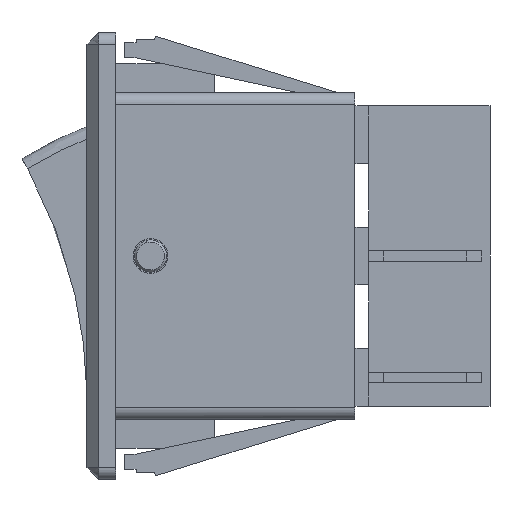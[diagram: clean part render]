
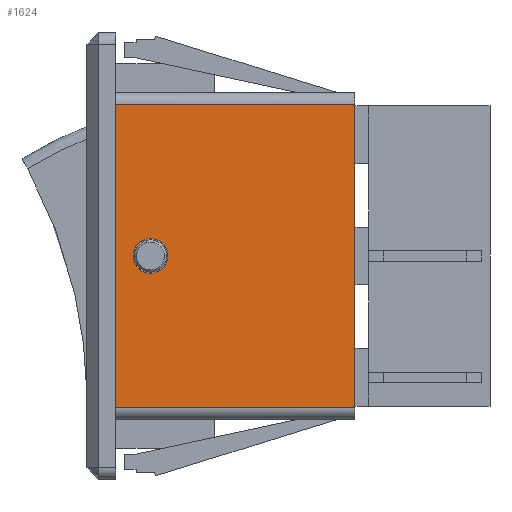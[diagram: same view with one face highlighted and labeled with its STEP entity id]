
A CAD part, left-side view. The second image highlights one B-rep face of the part: STEP entity #1624.
In plain terms, the highlighted free-form (B-spline) face has degree [1, 1] with [2, 2] control points.
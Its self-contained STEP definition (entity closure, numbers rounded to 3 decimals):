
#264 = VERTEX_POINT('',#265);
#265 = CARTESIAN_POINT('',(-24.245,37.971,
    -7.605));
#270 = EDGE_CURVE('',#271,#264,#273,.T.);
#271 = VERTEX_POINT('',#272);
#272 = CARTESIAN_POINT('',(-24.245,37.971,
    -11.335));
#273 = ( BOUNDED_CURVE() B_SPLINE_CURVE(2,(#274,#275,#276,#277,#278),
.UNSPECIFIED.,.F.,.F.) B_SPLINE_CURVE_WITH_KNOTS((3,2,3),(3.142,
4.712,6.283),.PIECEWISE_BEZIER_KNOTS.) CURVE() 
GEOMETRIC_REPRESENTATION_ITEM() RATIONAL_B_SPLINE_CURVE((1.,
0.707,1.,0.707,1.)) REPRESENTATION_ITEM('') );
#274 = CARTESIAN_POINT('',(-24.245,37.971,
    -11.335));
#275 = CARTESIAN_POINT('',(-24.245,36.106,
    -11.335));
#276 = CARTESIAN_POINT('',(-24.245,36.106,
    -9.47));
#277 = CARTESIAN_POINT('',(-24.245,36.106,
    -7.605));
#278 = CARTESIAN_POINT('',(-24.245,37.971,
    -7.605));
#677 = VERTEX_POINT('',#678);
#678 = CARTESIAN_POINT('',(-24.245,41.7,
    -25.819));
#684 = EDGE_CURVE('',#677,#685,#687,.T.);
#685 = VERTEX_POINT('',#686);
#686 = CARTESIAN_POINT('',(-24.245,41.7,
    6.879));
#687 = B_SPLINE_CURVE_WITH_KNOTS('',1,(#688,#689),.UNSPECIFIED.,.F.,.F.,
  (2,2),(1.,27.3),.PIECEWISE_BEZIER_KNOTS.);
#688 = CARTESIAN_POINT('',(-24.245,41.7,
    -25.819));
#689 = CARTESIAN_POINT('',(-24.245,41.7,
    6.879));
#1529 = VERTEX_POINT('',#1530);
#1530 = CARTESIAN_POINT('',(-24.245,15.965,
    6.879));
#1536 = EDGE_CURVE('',#1537,#1529,#1539,.T.);
#1537 = VERTEX_POINT('',#1538);
#1538 = CARTESIAN_POINT('',(-24.245,15.965,
    -25.819));
#1539 = B_SPLINE_CURVE_WITH_KNOTS('',1,(#1540,#1541),.UNSPECIFIED.,.F.,
  .F.,(2,2),(1.,27.3),.PIECEWISE_BEZIER_KNOTS.);
#1540 = CARTESIAN_POINT('',(-24.245,15.965,
    -25.819));
#1541 = CARTESIAN_POINT('',(-24.245,15.965,
    6.879));
#1624 = ADVANCED_FACE('',(#1625,#1636),#1650,.F.);
#1625 = FACE_BOUND('',#1626,.T.);
#1626 = EDGE_LOOP('',(#1627,#1635));
#1627 = ORIENTED_EDGE('',*,*,#1628,.F.);
#1628 = EDGE_CURVE('',#264,#271,#1629,.T.);
#1629 = ( BOUNDED_CURVE() B_SPLINE_CURVE(2,(#1630,#1631,#1632,#1633,
#1634),.UNSPECIFIED.,.F.,.F.) B_SPLINE_CURVE_WITH_KNOTS((3,2,3),(0.,
1.571,3.142),.PIECEWISE_BEZIER_KNOTS.) CURVE() 
GEOMETRIC_REPRESENTATION_ITEM() RATIONAL_B_SPLINE_CURVE((1.,
0.707,1.,0.707,1.)) REPRESENTATION_ITEM('') );
#1630 = CARTESIAN_POINT('',(-24.245,37.971,
    -7.605));
#1631 = CARTESIAN_POINT('',(-24.245,39.836,
    -7.605));
#1632 = CARTESIAN_POINT('',(-24.245,39.836,
    -9.47));
#1633 = CARTESIAN_POINT('',(-24.245,39.836,
    -11.335));
#1634 = CARTESIAN_POINT('',(-24.245,37.971,
    -11.335));
#1635 = ORIENTED_EDGE('',*,*,#270,.F.);
#1636 = FACE_BOUND('',#1637,.T.);
#1637 = EDGE_LOOP('',(#1638,#1639,#1644,#1645));
#1638 = ORIENTED_EDGE('',*,*,#1536,.T.);
#1639 = ORIENTED_EDGE('',*,*,#1640,.T.);
#1640 = EDGE_CURVE('',#1529,#685,#1641,.T.);
#1641 = B_SPLINE_CURVE_WITH_KNOTS('',1,(#1642,#1643),.UNSPECIFIED.,.F.,
  .F.,(2,2),(-20.7,0.),.PIECEWISE_BEZIER_KNOTS.);
#1642 = CARTESIAN_POINT('',(-24.245,15.965,
    6.879));
#1643 = CARTESIAN_POINT('',(-24.245,41.7,
    6.879));
#1644 = ORIENTED_EDGE('',*,*,#684,.F.);
#1645 = ORIENTED_EDGE('',*,*,#1646,.T.);
#1646 = EDGE_CURVE('',#677,#1537,#1647,.T.);
#1647 = B_SPLINE_CURVE_WITH_KNOTS('',1,(#1648,#1649),.UNSPECIFIED.,.F.,
  .F.,(2,2),(0.,20.7),.PIECEWISE_BEZIER_KNOTS.);
#1648 = CARTESIAN_POINT('',(-24.245,41.7,
    -25.819));
#1649 = CARTESIAN_POINT('',(-24.245,15.965,
    -25.819));
#1650 = B_SPLINE_SURFACE_WITH_KNOTS('',1,1,(
    (#1651,#1652)
    ,(#1653,#1654
    )),.UNSPECIFIED.,.F.,.F.,.F.,(2,2),(2,2),(-27.3,-1.),(-20.7,0.),
  .PIECEWISE_BEZIER_KNOTS.);
#1651 = CARTESIAN_POINT('',(-24.245,15.965,
    6.879));
#1652 = CARTESIAN_POINT('',(-24.245,41.7,
    6.879));
#1653 = CARTESIAN_POINT('',(-24.245,15.965,
    -25.819));
#1654 = CARTESIAN_POINT('',(-24.245,41.7,
    -25.819));
